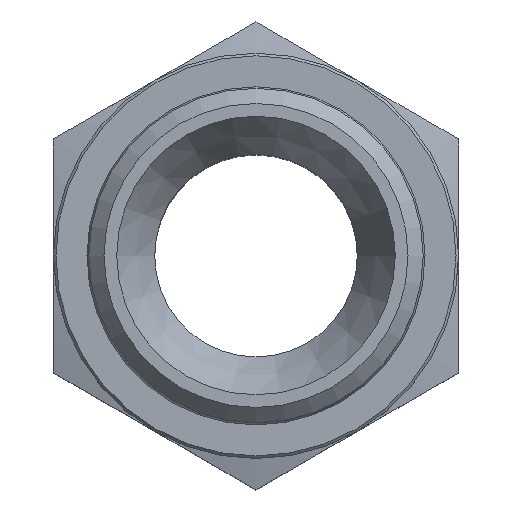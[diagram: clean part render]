
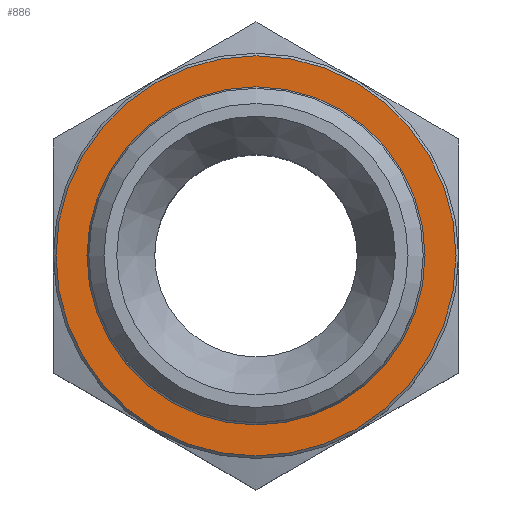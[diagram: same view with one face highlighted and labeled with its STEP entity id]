
A CAD part, top view. The second image highlights one B-rep face of the part: STEP entity #886.
In plain terms, the highlighted planar face has unit normal (0, 0, 1).
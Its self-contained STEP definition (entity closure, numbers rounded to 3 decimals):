
#827=CARTESIAN_POINT('',(15.8,0.,29.));
#828=VERTEX_POINT('',#827);
#829=CARTESIAN_POINT('',(0.,0.,29.));
#830=DIRECTION('',(0.0,0.0,-1.0));
#831=DIRECTION('',(-1.0,0.0,0.0));
#832=AXIS2_PLACEMENT_3D('',#829,#830,#831);
#833=CIRCLE('',#832,15.8);
#834=EDGE_CURVE('',#828,#828,#833,.T.);
#867=CARTESIAN_POINT('',(0.,0.,29.));
#868=DIRECTION('',(0.0,0.0,-1.0));
#869=DIRECTION('',(-1.0,0.0,0.0));
#870=AXIS2_PLACEMENT_3D('',#867,#868,#869);
#871=PLANE('',#870);
#872=ORIENTED_EDGE('',*,*,#834,.F.);
#873=EDGE_LOOP('',(#872));
#874=FACE_OUTER_BOUND('',#873,.T.);
#875=CARTESIAN_POINT('',(0.0,13.35,29.));
#876=VERTEX_POINT('',#875);
#877=CARTESIAN_POINT('',(0.0,0.0,29.));
#878=DIRECTION('',(0.0,0.0,-1.0));
#879=DIRECTION('',(0.0,1.0,0.0));
#880=AXIS2_PLACEMENT_3D('',#877,#878,#879);
#881=CIRCLE('',#880,13.35);
#882=EDGE_CURVE('',#876,#876,#881,.T.);
#883=ORIENTED_EDGE('',*,*,#882,.T.);
#884=EDGE_LOOP('',(#883));
#885=FACE_BOUND('',#884,.T.);
#886=ADVANCED_FACE('',(#874,#885),#871,.F.);
